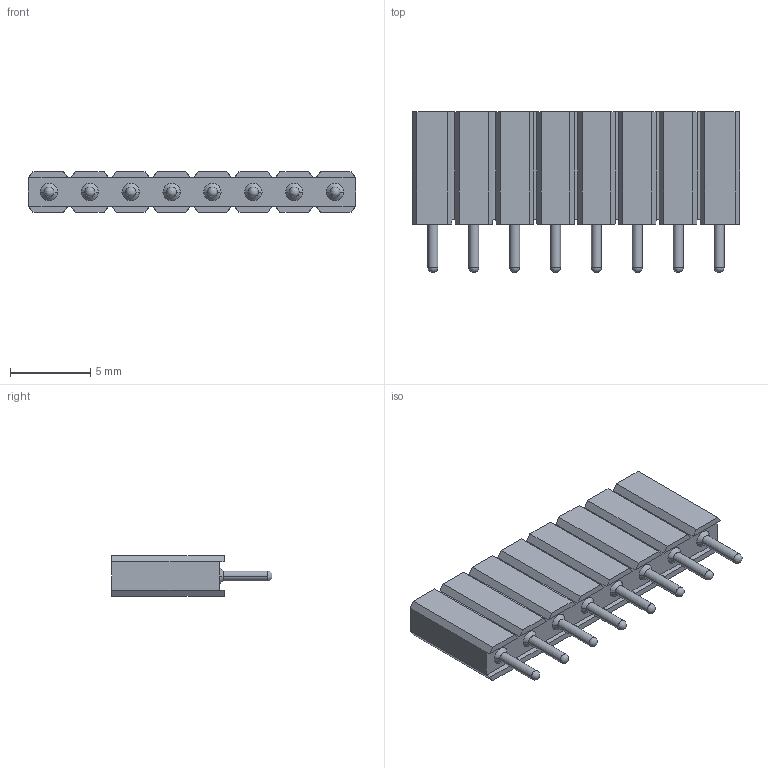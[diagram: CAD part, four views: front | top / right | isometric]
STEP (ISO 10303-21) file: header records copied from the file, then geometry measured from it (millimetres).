
FILE_DESCRIPTION(('STEP AP242'),'1');
FILE_NAME('pcb_connector_801-87-008-10-001101.stp','2020-09-21T17:31:55',('TraceParts'),('TraceParts S.A.'),'Spatial InterOp 3D',' ',' ');
FILE_SCHEMA(('AP242_MANAGED_MODEL_BASED_3D_ENGINEERING_MIM_LF {1 0 10303 442 1 1 4}'));
Length unit declared in the file: millimetre
Products named in the file (1): pcb_connector_801-87-008-10-001101
Bounding box: 20.32 x 10 x 2.54 mm (x, y, z)
Volume: 279.3 mm3; surface area: 787.2 mm2
Topology: 1 solids, 1 shells, 362 faces, 864 edges, 504 vertices
Faces by surface type: plane 114, cone 112, cylinder 96, torus 32, sphere 8
Entity records: 13080 total; most frequent: DIRECTION 1926, CARTESIAN_POINT 1699, ORIENTED_EDGE 1664, EDGE_CURVE 832, AXIS2_PLACEMENT_3D 731, VERTEX_POINT 504, LINE 464, VECTOR 464
